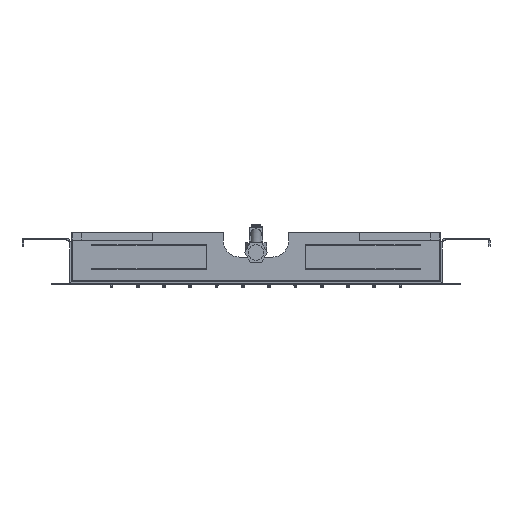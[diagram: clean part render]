
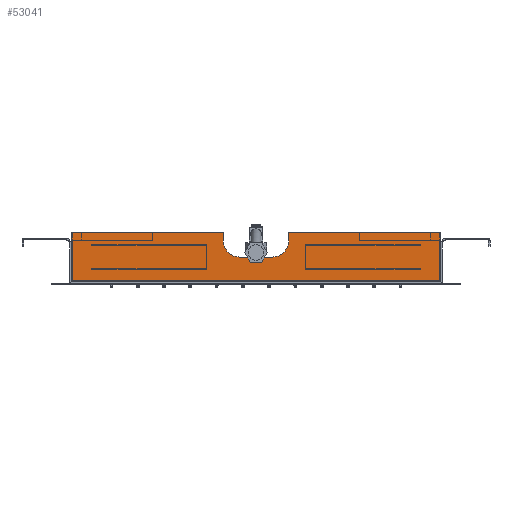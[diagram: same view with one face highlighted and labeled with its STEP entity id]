
A CAD part, front view. The second image highlights one B-rep face of the part: STEP entity #53041.
In plain terms, the highlighted planar face has unit normal (0, -1, 0).
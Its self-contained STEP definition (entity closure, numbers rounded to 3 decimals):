
#5332=CIRCLE('',#59001,20.);
#5333=CIRCLE('',#59002,20.);
#17921=ORIENTED_EDGE('',*,*,#26871,.F.);
#17922=ORIENTED_EDGE('',*,*,#26872,.F.);
#17923=ORIENTED_EDGE('',*,*,#26873,.F.);
#17924=ORIENTED_EDGE('',*,*,#26874,.F.);
#17925=ORIENTED_EDGE('',*,*,#26875,.F.);
#17926=ORIENTED_EDGE('',*,*,#26876,.F.);
#17927=ORIENTED_EDGE('',*,*,#26877,.F.);
#17928=ORIENTED_EDGE('',*,*,#26878,.F.);
#17929=ORIENTED_EDGE('',*,*,#26879,.T.);
#17930=ORIENTED_EDGE('',*,*,#26880,.T.);
#17931=ORIENTED_EDGE('',*,*,#26881,.T.);
#17932=ORIENTED_EDGE('',*,*,#26882,.T.);
#17933=ORIENTED_EDGE('',*,*,#26883,.T.);
#17934=ORIENTED_EDGE('',*,*,#26884,.T.);
#17935=ORIENTED_EDGE('',*,*,#26885,.T.);
#17936=ORIENTED_EDGE('',*,*,#26886,.T.);
#17937=ORIENTED_EDGE('',*,*,#26887,.T.);
#17938=ORIENTED_EDGE('',*,*,#26888,.F.);
#17939=ORIENTED_EDGE('',*,*,#26889,.F.);
#17940=ORIENTED_EDGE('',*,*,#26890,.T.);
#17941=ORIENTED_EDGE('',*,*,#26798,.T.);
#17942=ORIENTED_EDGE('',*,*,#26891,.F.);
#17943=ORIENTED_EDGE('',*,*,#26892,.T.);
#17944=ORIENTED_EDGE('',*,*,#26893,.F.);
#17945=ORIENTED_EDGE('',*,*,#26894,.T.);
#17946=ORIENTED_EDGE('',*,*,#26895,.F.);
#26798=EDGE_CURVE('Edge9772',#33955,#33954,#38498,.T.);
#26871=EDGE_CURVE('Edge9689',#34012,#34013,#38560,.T.);
#26872=EDGE_CURVE('Edge9687',#34014,#34012,#38561,.T.);
#26873=EDGE_CURVE('Edge9685',#34015,#34014,#38562,.T.);
#26874=EDGE_CURVE('Edge9683',#34016,#34015,#38563,.T.);
#26875=EDGE_CURVE('Edge9681',#34017,#34016,#38564,.T.);
#26876=EDGE_CURVE('Edge9679',#34018,#34017,#38565,.T.);
#26877=EDGE_CURVE('Edge9677',#34019,#34018,#38566,.T.);
#26878=EDGE_CURVE('Edge9674',#34013,#34019,#38567,.T.);
#26879=EDGE_CURVE('Edge9705',#34020,#34021,#38568,.T.);
#26880=EDGE_CURVE('Edge9703',#34021,#34022,#38569,.T.);
#26881=EDGE_CURVE('Edge9701',#34022,#34023,#38570,.T.);
#26882=EDGE_CURVE('Edge9699',#34023,#34024,#38571,.T.);
#26883=EDGE_CURVE('Edge9697',#34024,#34025,#38572,.T.);
#26884=EDGE_CURVE('Edge9695',#34025,#34026,#38573,.T.);
#26885=EDGE_CURVE('Edge9693',#34026,#34027,#38574,.T.);
#26886=EDGE_CURVE('Edge9690',#34027,#34020,#38575,.T.);
#26887=EDGE_CURVE('Edge9713',#34028,#34029,#38576,.T.);
#26888=EDGE_CURVE('Edge9732',#34030,#34029,#38577,.T.);
#26889=EDGE_CURVE('Edge9756',#34031,#34030,#38578,.T.);
#26890=EDGE_CURVE('Edge8941',#34031,#33955,#38579,.T.);
#26891=EDGE_CURVE('Edge9727',#34032,#33954,#38580,.T.);
#26892=EDGE_CURVE('Edge9711',#34032,#34033,#38581,.T.);
#26893=EDGE_CURVE('Edge8978',#34034,#34033,#5332,.T.);
#26894=EDGE_CURVE('Edge9708',#34034,#34035,#38582,.T.);
#26895=EDGE_CURVE('Edge8982',#34028,#34035,#5333,.T.);
#33954=VERTEX_POINT('',#92150);
#33955=VERTEX_POINT('',#92152);
#34012=VERTEX_POINT('',#92296);
#34013=VERTEX_POINT('',#92297);
#34014=VERTEX_POINT('',#92299);
#34015=VERTEX_POINT('',#92301);
#34016=VERTEX_POINT('',#92303);
#34017=VERTEX_POINT('',#92305);
#34018=VERTEX_POINT('',#92307);
#34019=VERTEX_POINT('',#92309);
#34020=VERTEX_POINT('',#92312);
#34021=VERTEX_POINT('',#92313);
#34022=VERTEX_POINT('',#92315);
#34023=VERTEX_POINT('',#92317);
#34024=VERTEX_POINT('',#92319);
#34025=VERTEX_POINT('',#92321);
#34026=VERTEX_POINT('',#92323);
#34027=VERTEX_POINT('',#92325);
#34028=VERTEX_POINT('',#92328);
#34029=VERTEX_POINT('',#92329);
#34030=VERTEX_POINT('',#92331);
#34031=VERTEX_POINT('',#92333);
#34032=VERTEX_POINT('',#92336);
#34033=VERTEX_POINT('',#92338);
#34034=VERTEX_POINT('',#92340);
#34035=VERTEX_POINT('',#92342);
#38498=LINE('',#92151,#42788);
#38560=LINE('',#92295,#42850);
#38561=LINE('',#92298,#42851);
#38562=LINE('',#92300,#42852);
#38563=LINE('',#92302,#42853);
#38564=LINE('',#92304,#42854);
#38565=LINE('',#92306,#42855);
#38566=LINE('',#92308,#42856);
#38567=LINE('',#92310,#42857);
#38568=LINE('',#92311,#42858);
#38569=LINE('',#92314,#42859);
#38570=LINE('',#92316,#42860);
#38571=LINE('',#92318,#42861);
#38572=LINE('',#92320,#42862);
#38573=LINE('',#92322,#42863);
#38574=LINE('',#92324,#42864);
#38575=LINE('',#92326,#42865);
#38576=LINE('',#92327,#42866);
#38577=LINE('',#92330,#42867);
#38578=LINE('',#92332,#42868);
#38579=LINE('',#92334,#42869);
#38580=LINE('',#92335,#42870);
#38581=LINE('',#92337,#42871);
#38582=LINE('',#92341,#42872);
#42788=VECTOR('',#74173,1000.);
#42850=VECTOR('',#74285,1000.);
#42851=VECTOR('',#74286,1000.);
#42852=VECTOR('',#74287,1000.);
#42853=VECTOR('',#74288,1000.);
#42854=VECTOR('',#74289,1000.);
#42855=VECTOR('',#74290,1000.);
#42856=VECTOR('',#74291,1000.);
#42857=VECTOR('',#74292,1000.);
#42858=VECTOR('',#74293,1000.);
#42859=VECTOR('',#74294,1000.);
#42860=VECTOR('',#74295,1000.);
#42861=VECTOR('',#74296,1000.);
#42862=VECTOR('',#74297,1000.);
#42863=VECTOR('',#74298,1000.);
#42864=VECTOR('',#74299,1000.);
#42865=VECTOR('',#74300,1000.);
#42866=VECTOR('',#74301,1000.);
#42867=VECTOR('',#74302,1000.);
#42868=VECTOR('',#74303,1000.);
#42869=VECTOR('',#74304,1000.);
#42870=VECTOR('',#74305,1000.);
#42871=VECTOR('',#74306,1000.);
#42872=VECTOR('',#74309,1000.);
#46519=EDGE_LOOP('',(#17921,#17922,#17923,#17924,#17925,#17926,#17927,#17928));
#46520=EDGE_LOOP('',(#17929,#17930,#17931,#17932,#17933,#17934,#17935,#17936));
#46521=EDGE_LOOP('',(#17937,#17938,#17939,#17940,#17941,#17942,#17943,#17944,
#17945,#17946));
#49951=FACE_BOUND('',#46519,.T.);
#49952=FACE_BOUND('',#46520,.T.);
#49953=FACE_BOUND('',#46521,.T.);
#50995=PLANE('',#59000);
#53041=ADVANCED_FACE('Face3522',(#49951,#49952,#49953),#50995,.T.);
#59000=AXIS2_PLACEMENT_3D('',#92294,#74283,#74284);
#59001=AXIS2_PLACEMENT_3D('',#92339,#74307,#74308);
#59002=AXIS2_PLACEMENT_3D('',#92343,#74310,#74311);
#74173=DIRECTION('',(0.,0.,1.));
#74283=DIRECTION('',(0.,-1.,0.));
#74284=DIRECTION('',(1.,0.,0.));
#74285=DIRECTION('',(-1.,0.,0.));
#74286=DIRECTION('',(0.,0.,-1.));
#74287=DIRECTION('',(1.,0.,0.));
#74288=DIRECTION('',(0.,0.,-1.));
#74289=DIRECTION('',(-1.,0.,0.));
#74290=DIRECTION('',(0.,0.,1.));
#74291=DIRECTION('',(1.,0.,0.));
#74292=DIRECTION('',(0.,0.,-1.));
#74293=DIRECTION('',(1.,0.,0.));
#74294=DIRECTION('',(0.,0.,-1.));
#74295=DIRECTION('',(-1.,0.,0.));
#74296=DIRECTION('',(0.,0.,1.));
#74297=DIRECTION('',(1.,0.,0.));
#74298=DIRECTION('',(0.,0.,-1.));
#74299=DIRECTION('',(-1.,0.,0.));
#74300=DIRECTION('',(0.,0.,-1.));
#74301=DIRECTION('',(0.,0.,1.));
#74302=DIRECTION('',(1.,0.,0.));
#74303=DIRECTION('',(0.,0.,1.));
#74304=DIRECTION('',(1.,0.,0.));
#74305=DIRECTION('',(1.,0.,0.));
#74306=DIRECTION('',(0.,0.,-1.));
#74307=DIRECTION('',(0.,-1.,0.));
#74308=DIRECTION('',(0.707,0.,-0.707));
#74309=DIRECTION('',(-1.,0.,0.));
#74310=DIRECTION('',(0.,-1.,0.));
#74311=DIRECTION('',(-0.707,0.,-0.707));
#92150=CARTESIAN_POINT('',(225.,-225.,64.));
#92151=CARTESIAN_POINT('',(225.,-225.,34.5));
#92152=CARTESIAN_POINT('',(225.,-225.,5.));
#92294=CARTESIAN_POINT('',(0.,-225.,34.5));
#92295=CARTESIAN_POINT('',(-130.25,-225.,19.5));
#92296=CARTESIAN_POINT('',(-60.5,-225.,19.5));
#92297=CARTESIAN_POINT('',(-200.,-225.,19.5));
#92298=CARTESIAN_POINT('',(-60.5,-225.,34.));
#92299=CARTESIAN_POINT('',(-60.5,-225.,48.5));
#92300=CARTESIAN_POINT('',(-130.25,-225.,48.5));
#92301=CARTESIAN_POINT('',(-200.,-225.,48.5));
#92302=CARTESIAN_POINT('',(-200.,-225.,48.75));
#92303=CARTESIAN_POINT('',(-200.,-225.,49.));
#92304=CARTESIAN_POINT('',(-130.,-225.,49.));
#92305=CARTESIAN_POINT('',(-60.,-225.,49.));
#92306=CARTESIAN_POINT('',(-60.,-225.,34.));
#92307=CARTESIAN_POINT('',(-60.,-225.,19.));
#92308=CARTESIAN_POINT('',(-130.,-225.,19.));
#92309=CARTESIAN_POINT('',(-200.,-225.,19.));
#92310=CARTESIAN_POINT('',(-200.,-225.,19.25));
#92311=CARTESIAN_POINT('',(130.25,-225.,19.5));
#92312=CARTESIAN_POINT('',(60.5,-225.,19.5));
#92313=CARTESIAN_POINT('',(200.,-225.,19.5));
#92314=CARTESIAN_POINT('',(200.,-225.,19.25));
#92315=CARTESIAN_POINT('',(200.,-225.,19.));
#92316=CARTESIAN_POINT('',(130.,-225.,19.));
#92317=CARTESIAN_POINT('',(60.,-225.,19.));
#92318=CARTESIAN_POINT('',(60.,-225.,34.));
#92319=CARTESIAN_POINT('',(60.,-225.,49.));
#92320=CARTESIAN_POINT('',(130.,-225.,49.));
#92321=CARTESIAN_POINT('',(200.,-225.,49.));
#92322=CARTESIAN_POINT('',(200.,-225.,48.75));
#92323=CARTESIAN_POINT('',(200.,-225.,48.5));
#92324=CARTESIAN_POINT('',(130.25,-225.,48.5));
#92325=CARTESIAN_POINT('',(60.5,-225.,48.5));
#92326=CARTESIAN_POINT('',(60.5,-225.,34.));
#92327=CARTESIAN_POINT('',(-40.,-225.,59.));
#92328=CARTESIAN_POINT('',(-40.,-225.,54.));
#92329=CARTESIAN_POINT('',(-40.,-225.,64.));
#92330=CARTESIAN_POINT('',(-132.5,-225.,64.));
#92331=CARTESIAN_POINT('',(-225.,-225.,64.));
#92332=CARTESIAN_POINT('',(-225.,-225.,34.5));
#92333=CARTESIAN_POINT('',(-225.,-225.,5.));
#92334=CARTESIAN_POINT('',(0.,-225.,5.));
#92335=CARTESIAN_POINT('',(132.5,-225.,64.));
#92336=CARTESIAN_POINT('',(40.,-225.,64.));
#92337=CARTESIAN_POINT('',(40.,-225.,59.));
#92338=CARTESIAN_POINT('',(40.,-225.,54.));
#92339=CARTESIAN_POINT('',(20.,-225.,54.));
#92340=CARTESIAN_POINT('',(20.,-225.,34.));
#92341=CARTESIAN_POINT('',(0.,-225.,34.));
#92342=CARTESIAN_POINT('',(-20.,-225.,34.));
#92343=CARTESIAN_POINT('',(-20.,-225.,54.));
